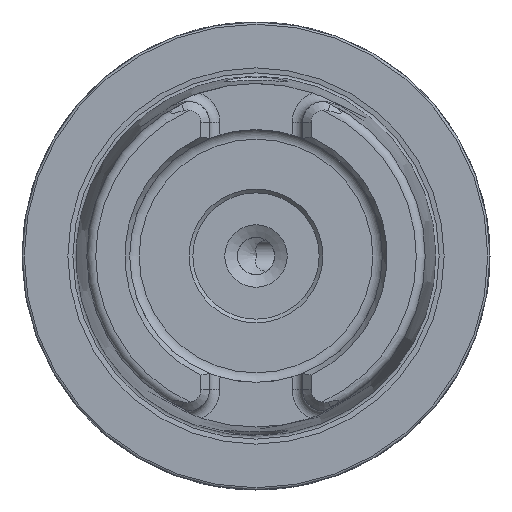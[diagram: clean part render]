
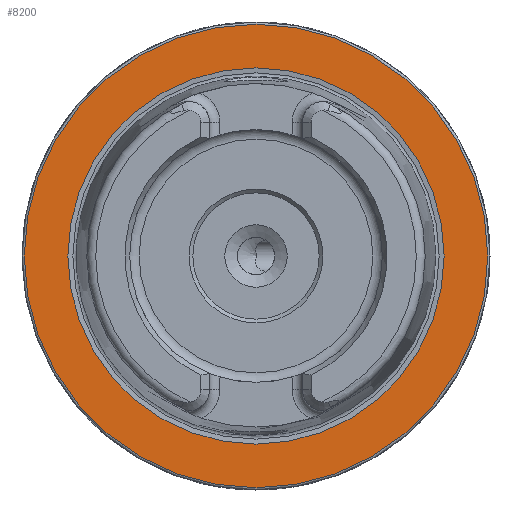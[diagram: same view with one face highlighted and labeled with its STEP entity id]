
A CAD part, left-side view. The second image highlights one B-rep face of the part: STEP entity #8200.
In plain terms, the highlighted planar face has unit normal (-1, 0, 0).
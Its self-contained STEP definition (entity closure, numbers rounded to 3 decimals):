
#64 = PLANE ( 'NONE',  #5106 ) ;
#794 = EDGE_CURVE ( 'NONE', #11351, #11351, #7411, .T. ) ;
#1337 = AXIS2_PLACEMENT_3D ( 'NONE', #12916, #6614, #7836 ) ;
#1943 = DIRECTION ( 'NONE',  ( 0., 0., 1. ) ) ;
#2387 = CARTESIAN_POINT ( 'NONE',  ( 0., 0., 31.2 ) ) ;
#2600 = ORIENTED_EDGE ( 'NONE', *, *, #794, .T. ) ;
#2674 = CARTESIAN_POINT ( 'NONE',  ( 0., 0., 25.324 ) ) ;
#3048 = DIRECTION ( 'NONE',  ( -1., 0., 0. ) ) ;
#3304 = VERTEX_POINT ( 'NONE', #2674 ) ;
#3545 = FACE_OUTER_BOUND ( 'NONE', #5046, .T. ) ;
#4246 = CARTESIAN_POINT ( 'NONE',  ( 0., 31.2, 0. ) ) ;
#5046 = EDGE_LOOP ( 'NONE', ( #2600 ) ) ;
#5106 = AXIS2_PLACEMENT_3D ( 'NONE', #4246, #10473, #8533 ) ;
#6614 = DIRECTION ( 'NONE',  ( -1., 0., 0. ) ) ;
#6743 = CIRCLE ( 'NONE', #13488, 25.324 ) ;
#7202 = CARTESIAN_POINT ( 'NONE',  ( 0., 0., 0. ) ) ;
#7411 = CIRCLE ( 'NONE', #1337, 31.2 ) ;
#7836 = DIRECTION ( 'NONE',  ( 0., 0., 1. ) ) ;
#8200 = ADVANCED_FACE ( 'NONE', ( #10910, #3545 ), #64, .F. ) ;
#8533 = DIRECTION ( 'NONE',  ( 0., 0., -1. ) ) ;
#9481 = EDGE_LOOP ( 'NONE', ( #11655 ) ) ;
#10212 = EDGE_CURVE ( 'NONE', #3304, #3304, #6743, .T. ) ;
#10473 = DIRECTION ( 'NONE',  ( 1., 0., 0. ) ) ;
#10910 = FACE_BOUND ( 'NONE', #9481, .T. ) ;
#11351 = VERTEX_POINT ( 'NONE', #2387 ) ;
#11655 = ORIENTED_EDGE ( 'NONE', *, *, #10212, .F. ) ;
#12916 = CARTESIAN_POINT ( 'NONE',  ( 0., 0., 0. ) ) ;
#13488 = AXIS2_PLACEMENT_3D ( 'NONE', #7202, #3048, #1943 ) ;
